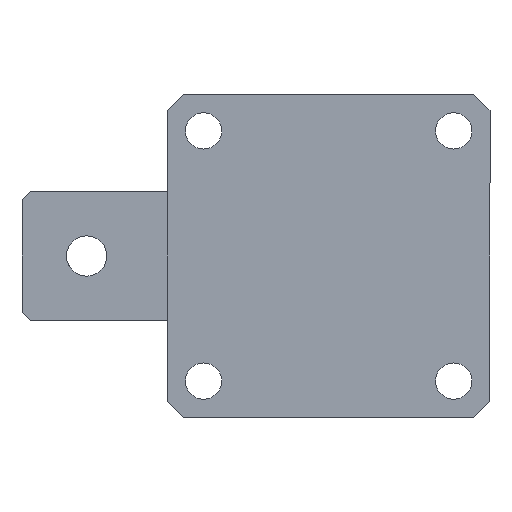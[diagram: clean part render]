
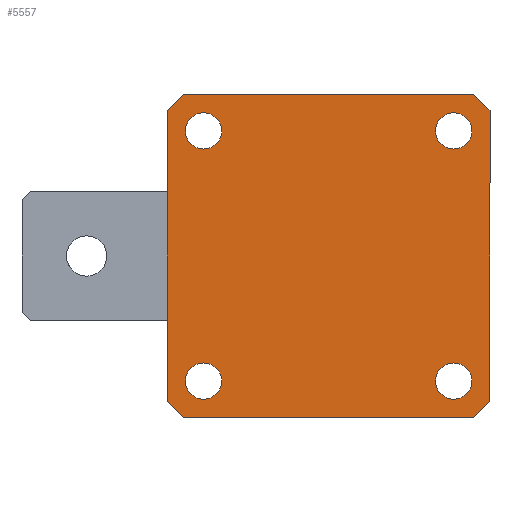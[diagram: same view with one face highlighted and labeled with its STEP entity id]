
A CAD part, front view. The second image highlights one B-rep face of the part: STEP entity #5557.
In plain terms, the highlighted face is planar.
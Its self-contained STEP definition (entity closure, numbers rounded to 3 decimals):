
#507 = EDGE_CURVE ( 'NONE', #5475, #5431, #2373, .T. ) ;
#508 = EDGE_CURVE ( 'NONE', #1701, #5431, #2371, .T. ) ;
#509 = EDGE_CURVE ( 'NONE', #1701, #1700, #2375, .T. ) ;
#510 = EDGE_CURVE ( 'NONE', #2204, #1700, #2377, .T. ) ;
#511 = EDGE_CURVE ( 'NONE', #2239, #2233, #2381, .T. ) ;
#512 = EDGE_CURVE ( 'NONE', #2241, #2249, #2379, .T. ) ;
#551 = EDGE_CURVE ( 'NONE', #2204, #2181, #2416, .T. ) ;
#574 = EDGE_CURVE ( 'NONE', #2233, #2239, #2455, .T. ) ;
#578 = EDGE_CURVE ( 'NONE', #2243, #2242, #2457, .T. ) ;
#779 = CARTESIAN_POINT ( 'NONE',  ( -20., 20., 0. ) ) ;
#783 = CARTESIAN_POINT ( 'NONE',  ( -20., 18., 0. ) ) ;
#810 = CARTESIAN_POINT ( 'NONE',  ( -20., 20., 0. ) ) ;
#812 = CARTESIAN_POINT ( 'NONE',  ( -18., -20., 0. ) ) ;
#814 = DIRECTION ( 'NONE',  ( -1., 0., 0. ) ) ;
#815 = DIRECTION ( 'NONE',  ( 0.707, 0.707, 0. ) ) ;
#819 = DIRECTION ( 'NONE',  ( 0., -1., 0. ) ) ;
#824 = DIRECTION ( 'NONE',  ( -0.707, 0.707, 0. ) ) ;
#832 = CARTESIAN_POINT ( 'NONE',  ( 15.5, -15.5, 0. ) ) ;
#834 = DIRECTION ( 'NONE',  ( 0., 0., -1. ) ) ;
#836 = DIRECTION ( 'NONE',  ( -1., 0., 0. ) ) ;
#841 = CARTESIAN_POINT ( 'NONE',  ( -15.5, 15.5, 0. ) ) ;
#843 = DIRECTION ( 'NONE',  ( 0., 0., -1. ) ) ;
#845 = DIRECTION ( 'NONE',  ( -1., 0., 0. ) ) ;
#1568 = EDGE_LOOP ( 'NONE', ( #4624, #4625 ) ) ;
#1569 = EDGE_LOOP ( 'NONE', ( #4636, #4637 ) ) ;
#1570 = EDGE_LOOP ( 'NONE', ( #4622, #4623 ) ) ;
#1571 = EDGE_LOOP ( 'NONE', ( #4634, #4635 ) ) ;
#1572 = EDGE_LOOP ( 'NONE', ( #4626, #4627, #4628, #4629, #4630, #4631, #4632, #4633 ) ) ;
#1700 = VERTEX_POINT ( 'NONE', #3380 ) ;
#1701 = VERTEX_POINT ( 'NONE', #3378 ) ;
#1993 = EDGE_CURVE ( 'NONE', #2249, #2241, #2478, .T. ) ;
#1997 = EDGE_CURVE ( 'NONE', #2245, #2248, #2473, .T. ) ;
#2062 = AXIS2_PLACEMENT_3D ( 'NONE', #832, #834, #836 ) ;
#2063 = AXIS2_PLACEMENT_3D ( 'NONE', #841, #843, #845 ) ;
#2080 = AXIS2_PLACEMENT_3D ( 'NONE', #3335, #3336, #3337 ) ;
#2082 = AXIS2_PLACEMENT_3D ( 'NONE', #3343, #3344, #3345 ) ;
#2086 = AXIS2_PLACEMENT_3D ( 'NONE', #3408, #3409, #3410 ) ;
#2088 = AXIS2_PLACEMENT_3D ( 'NONE', #3418, #3419, #3420 ) ;
#2091 = AXIS2_PLACEMENT_3D ( 'NONE', #2658, #2659, #2660 ) ;
#2095 = AXIS2_PLACEMENT_3D ( 'NONE', #2765, #2766, #2767 ) ;
#2135 = AXIS2_PLACEMENT_3D ( 'NONE', #3718, #3715, #3719 ) ;
#2181 = VERTEX_POINT ( 'NONE', #3427 ) ;
#2204 = VERTEX_POINT ( 'NONE', #3447 ) ;
#2233 = VERTEX_POINT ( 'NONE', #3474 ) ;
#2239 = VERTEX_POINT ( 'NONE', #3480 ) ;
#2241 = VERTEX_POINT ( 'NONE', #3482 ) ;
#2242 = VERTEX_POINT ( 'NONE', #3483 ) ;
#2243 = VERTEX_POINT ( 'NONE', #3484 ) ;
#2245 = VERTEX_POINT ( 'NONE', #4080 ) ;
#2248 = VERTEX_POINT ( 'NONE', #2604 ) ;
#2249 = VERTEX_POINT ( 'NONE', #2605 ) ;
#2371 = LINE ( 'NONE', #783, #2378 ) ;
#2373 = LINE ( 'NONE', #810, #2376 ) ;
#2375 = LINE ( 'NONE', #779, #2380 ) ;
#2376 = VECTOR ( 'NONE', #814, 1000. ) ;
#2377 = LINE ( 'NONE', #812, #2382 ) ;
#2378 = VECTOR ( 'NONE', #815, 1000. ) ;
#2379 = CIRCLE ( 'NONE', #2063, 2.25 ) ;
#2380 = VECTOR ( 'NONE', #819, 1000. ) ;
#2381 = CIRCLE ( 'NONE', #2062, 2.25 ) ;
#2382 = VECTOR ( 'NONE', #824, 1000. ) ;
#2416 = LINE ( 'NONE', #3247, #2420 ) ;
#2420 = VECTOR ( 'NONE', #3254, 1000. ) ;
#2455 = CIRCLE ( 'NONE', #2080, 2.25 ) ;
#2457 = CIRCLE ( 'NONE', #2082, 2.25 ) ;
#2473 = CIRCLE ( 'NONE', #2088, 2.25 ) ;
#2478 = CIRCLE ( 'NONE', #2086, 2.25 ) ;
#2485 = LINE ( 'NONE', #2665, #2500 ) ;
#2488 = CIRCLE ( 'NONE', #2091, 2.25 ) ;
#2500 = VECTOR ( 'NONE', #2667, 1000. ) ;
#2513 = LINE ( 'NONE', #2666, #2515 ) ;
#2515 = VECTOR ( 'NONE', #2656, 1000. ) ;
#2518 = LINE ( 'NONE', #2709, #2536 ) ;
#2536 = VECTOR ( 'NONE', #2720, 1000. ) ;
#2562 = CIRCLE ( 'NONE', #2095, 2.25 ) ;
#2604 = CARTESIAN_POINT ( 'NONE',  ( 13.25, 15.5, 0. ) ) ;
#2605 = CARTESIAN_POINT ( 'NONE',  ( -13.25, 15.5, 0. ) ) ;
#2656 = DIRECTION ( 'NONE',  ( 0.707, -0.707, 0. ) ) ;
#2658 = CARTESIAN_POINT ( 'NONE',  ( -15.5, -15.5, 0. ) ) ;
#2659 = DIRECTION ( 'NONE',  ( 0., 0., -1. ) ) ;
#2660 = DIRECTION ( 'NONE',  ( -1., 0., 0. ) ) ;
#2665 = CARTESIAN_POINT ( 'NONE',  ( 20., 20., 0. ) ) ;
#2666 = CARTESIAN_POINT ( 'NONE',  ( 18., 20., 0. ) ) ;
#2667 = DIRECTION ( 'NONE',  ( 0., 1., 0. ) ) ;
#2709 = CARTESIAN_POINT ( 'NONE',  ( 20., -18., 0. ) ) ;
#2720 = DIRECTION ( 'NONE',  ( -0.707, -0.707, 0. ) ) ;
#2765 = CARTESIAN_POINT ( 'NONE',  ( 15.5, 15.5, 0. ) ) ;
#2766 = DIRECTION ( 'NONE',  ( 0., 0., -1. ) ) ;
#2767 = DIRECTION ( 'NONE',  ( -1., 0., 0. ) ) ;
#3247 = CARTESIAN_POINT ( 'NONE',  ( -20., -20., 0. ) ) ;
#3254 = DIRECTION ( 'NONE',  ( 1., 0., 0. ) ) ;
#3335 = CARTESIAN_POINT ( 'NONE',  ( 15.5, -15.5, 0. ) ) ;
#3336 = DIRECTION ( 'NONE',  ( 0., 0., -1. ) ) ;
#3337 = DIRECTION ( 'NONE',  ( -1., 0., 0. ) ) ;
#3343 = CARTESIAN_POINT ( 'NONE',  ( -15.5, -15.5, 0. ) ) ;
#3344 = DIRECTION ( 'NONE',  ( 0., 0., -1. ) ) ;
#3345 = DIRECTION ( 'NONE',  ( -1., 0., 0. ) ) ;
#3378 = CARTESIAN_POINT ( 'NONE',  ( -20., 18., 0. ) ) ;
#3380 = CARTESIAN_POINT ( 'NONE',  ( -20., -18., 0. ) ) ;
#3408 = CARTESIAN_POINT ( 'NONE',  ( -15.5, 15.5, 0. ) ) ;
#3409 = DIRECTION ( 'NONE',  ( 0., 0., -1. ) ) ;
#3410 = DIRECTION ( 'NONE',  ( -1., 0., 0. ) ) ;
#3418 = CARTESIAN_POINT ( 'NONE',  ( 15.5, 15.5, 0. ) ) ;
#3419 = DIRECTION ( 'NONE',  ( 0., 0., -1. ) ) ;
#3420 = DIRECTION ( 'NONE',  ( -1., 0., 0. ) ) ;
#3427 = CARTESIAN_POINT ( 'NONE',  ( 18., -20., 0. ) ) ;
#3447 = CARTESIAN_POINT ( 'NONE',  ( -18., -20., 0. ) ) ;
#3474 = CARTESIAN_POINT ( 'NONE',  ( 17.75, -15.5, 0. ) ) ;
#3480 = CARTESIAN_POINT ( 'NONE',  ( 13.25, -15.5, 0. ) ) ;
#3482 = CARTESIAN_POINT ( 'NONE',  ( -17.75, 15.5, 0. ) ) ;
#3483 = CARTESIAN_POINT ( 'NONE',  ( -17.75, -15.5, 0. ) ) ;
#3484 = CARTESIAN_POINT ( 'NONE',  ( -13.25, -15.5, 0. ) ) ;
#3513 = CARTESIAN_POINT ( 'NONE',  ( -18., 20., 0. ) ) ;
#3522 = CARTESIAN_POINT ( 'NONE',  ( 20., 18., 0. ) ) ;
#3553 = CARTESIAN_POINT ( 'NONE',  ( 18., 20., 0. ) ) ;
#3558 = CARTESIAN_POINT ( 'NONE',  ( 20., -18., 0. ) ) ;
#3715 = DIRECTION ( 'NONE',  ( 0., 0., 1. ) ) ;
#3717 = PLANE ( 'NONE',  #2135 ) ;
#3718 = CARTESIAN_POINT ( 'NONE',  ( 0., 0., 0. ) ) ;
#3719 = DIRECTION ( 'NONE',  ( 1., 0., 0. ) ) ;
#4080 = CARTESIAN_POINT ( 'NONE',  ( 17.75, 15.5, 0. ) ) ;
#4081 = EDGE_CURVE ( 'NONE', #2242, #2243, #2488, .T. ) ;
#4085 = EDGE_CURVE ( 'NONE', #5480, #5443, #2485, .T. ) ;
#4093 = EDGE_CURVE ( 'NONE', #5475, #5443, #2513, .T. ) ;
#4326 = FACE_BOUND ( 'NONE', #1570, .T. ) ;
#4330 = FACE_BOUND ( 'NONE', #1569, .T. ) ;
#4331 = FACE_BOUND ( 'NONE', #1571, .T. ) ;
#4332 = FACE_OUTER_BOUND ( 'NONE', #1572, .T. ) ;
#4334 = FACE_BOUND ( 'NONE', #1568, .T. ) ;
#4622 = ORIENTED_EDGE ( 'NONE', *, *, #512, .F. ) ;
#4623 = ORIENTED_EDGE ( 'NONE', *, *, #1993, .F. ) ;
#4624 = ORIENTED_EDGE ( 'NONE', *, *, #511, .F. ) ;
#4625 = ORIENTED_EDGE ( 'NONE', *, *, #574, .F. ) ;
#4626 = ORIENTED_EDGE ( 'NONE', *, *, #551, .F. ) ;
#4627 = ORIENTED_EDGE ( 'NONE', *, *, #510, .T. ) ;
#4628 = ORIENTED_EDGE ( 'NONE', *, *, #509, .F. ) ;
#4629 = ORIENTED_EDGE ( 'NONE', *, *, #508, .T. ) ;
#4630 = ORIENTED_EDGE ( 'NONE', *, *, #507, .F. ) ;
#4631 = ORIENTED_EDGE ( 'NONE', *, *, #4093, .T. ) ;
#4632 = ORIENTED_EDGE ( 'NONE', *, *, #4085, .F. ) ;
#4633 = ORIENTED_EDGE ( 'NONE', *, *, #4854, .T. ) ;
#4634 = ORIENTED_EDGE ( 'NONE', *, *, #4081, .F. ) ;
#4635 = ORIENTED_EDGE ( 'NONE', *, *, #578, .F. ) ;
#4636 = ORIENTED_EDGE ( 'NONE', *, *, #4871, .F. ) ;
#4637 = ORIENTED_EDGE ( 'NONE', *, *, #1997, .F. ) ;
#4854 = EDGE_CURVE ( 'NONE', #5480, #2181, #2518, .T. ) ;
#4871 = EDGE_CURVE ( 'NONE', #2248, #2245, #2562, .T. ) ;
#5431 = VERTEX_POINT ( 'NONE', #3513 ) ;
#5443 = VERTEX_POINT ( 'NONE', #3522 ) ;
#5475 = VERTEX_POINT ( 'NONE', #3553 ) ;
#5480 = VERTEX_POINT ( 'NONE', #3558 ) ;
#5557 = ADVANCED_FACE ( 'NONE', ( #4326, #4334, #4332, #4331, #4330 ), #3717, .F. ) ;
